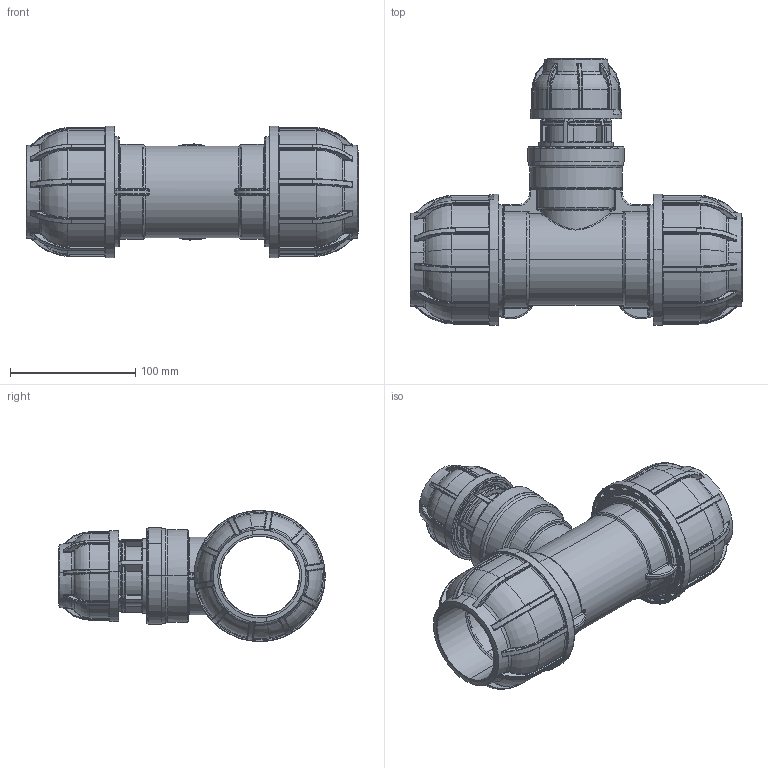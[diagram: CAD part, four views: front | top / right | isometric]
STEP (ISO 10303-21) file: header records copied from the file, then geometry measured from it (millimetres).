
FILE_DESCRIPTION (( 'STEP AP203' ), '1' );
FILE_NAME ('R217.063.040.step', '2013-11-19T09:27:28', ( 'Alusic' ), ( 'Alusic' ), 'SwSTEP 2.0', 'SolidWorks 2011', '' );
FILE_SCHEMA (( 'CONFIG_CONTROL_DESIGN' ));
Length unit declared in the file: millimetre
Products named in the file (1): R217.063.040
Bounding box: 265.6 x 213.33 x 104.99 mm (x, y, z)
Surface area: 217278 mm2 (no closed solid volume)
Topology: 0 solids, 118 shells, 1704 faces, 5829 edges, 4013 vertices
Faces by surface type: cylinder 488, torus 387, plane 387, bspline 386, cone 39, sphere 17
Entity records: 85776 total; most frequent: CARTESIAN_POINT 41114, ORIENTED_EDGE 8797, DIRECTION 8726, EDGE_CURVE 5803, VERTEX_POINT 4013, AXIS2_PLACEMENT_3D 3640, CIRCLE 2321, B_SPLINE_CURVE_WITH_KNOTS 1816
